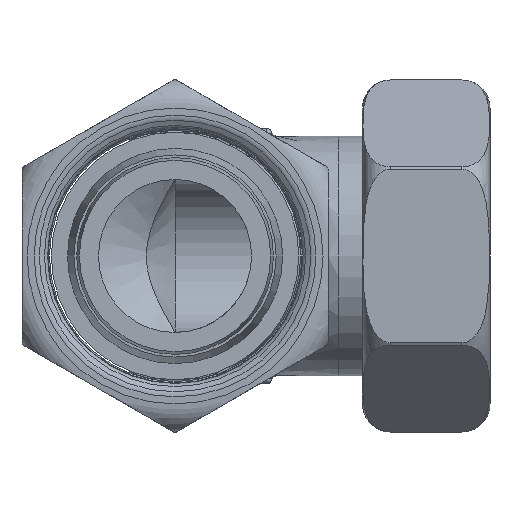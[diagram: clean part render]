
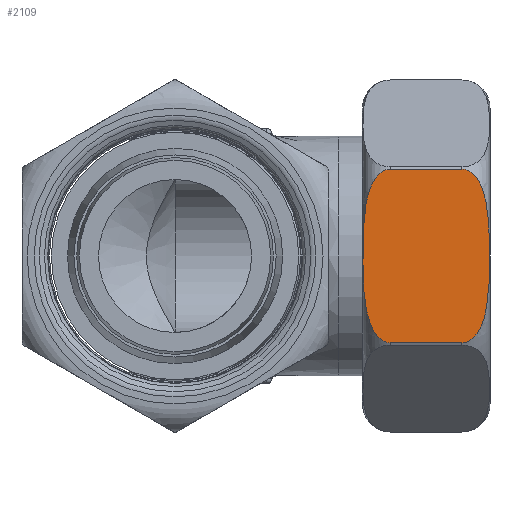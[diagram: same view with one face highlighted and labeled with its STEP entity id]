
A CAD part, front view. The second image highlights one B-rep face of the part: STEP entity #2109.
In plain terms, the highlighted planar face has unit normal (0, -1, 0).
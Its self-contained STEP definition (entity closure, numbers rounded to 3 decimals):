
#597=FACE_OUTER_BOUND('',#3447,.T.);
#1057=LINE('',#18435,#1525);
#1058=LINE('',#18439,#1526);
#1525=VECTOR('',#11562,1.);
#1526=VECTOR('',#11567,1.);
#2109=ADVANCED_FACE('',(#597),#2514,.F.);
#2514=PLANE('',#10177);
#3447=EDGE_LOOP('',(#5609,#5610,#5611,#5612));
#5609=ORIENTED_EDGE('',*,*,#8493,.T.);
#5610=ORIENTED_EDGE('',*,*,#8477,.T.);
#5611=ORIENTED_EDGE('',*,*,#8495,.T.);
#5612=ORIENTED_EDGE('',*,*,#8504,.T.);
#7236=VERTEX_POINT('',#18351);
#7237=VERTEX_POINT('',#18370);
#7249=VERTEX_POINT('',#18436);
#7250=VERTEX_POINT('',#18440);
#8477=EDGE_CURVE('',#7237,#7236,#9491,.T.);
#8493=EDGE_CURVE('',#7249,#7237,#1057,.T.);
#8495=EDGE_CURVE('',#7236,#7250,#1058,.T.);
#8504=EDGE_CURVE('',#7250,#7249,#9497,.T.);
#9491=B_SPLINE_CURVE_WITH_KNOTS('',3,(#18352,#18353,#18354,#18355,#18356,
#18357,#18358,#18359,#18360,#18361,#18362,#18363,#18364,#18365,#18366,#18367,
#18368,#18369),.UNSPECIFIED.,.F.,.F.,(4,2,2,2,2,2,2,2,4),(0.,0.063,0.125,
0.25,0.5,0.75,0.875,0.938,1.),.UNSPECIFIED.);
#9497=B_SPLINE_CURVE_WITH_KNOTS('',3,(#18505,#18506,#18507,#18508,#18509,
#18510,#18511,#18512,#18513,#18514,#18515,#18516,#18517,#18518,#18519,#18520,
#18521,#18522),.UNSPECIFIED.,.F.,.F.,(4,2,2,2,2,2,2,2,4),(0.,0.063,0.125,
0.25,0.5,0.75,0.875,0.938,1.),.UNSPECIFIED.);
#10177=AXIS2_PLACEMENT_3D('',#18606,#11621,#11622);
#11562=DIRECTION('',(1.,0.,0.));
#11567=DIRECTION('',(-1.,0.,0.));
#11621=DIRECTION('',(0.,1.,0.));
#11622=DIRECTION('',(0.,0.,-1.));
#18351=CARTESIAN_POINT('',(56.232,-30.,17.037));
#18352=CARTESIAN_POINT('',(56.232,-30.,-17.037));
#18353=CARTESIAN_POINT('',(57.038,-30.,-17.037));
#18354=CARTESIAN_POINT('',(57.816,-30.,-16.65));
#18355=CARTESIAN_POINT('',(59.014,-30.,-15.555));
#18356=CARTESIAN_POINT('',(59.462,-30.,-14.87));
#18357=CARTESIAN_POINT('',(60.538,-30.,-12.699));
#18358=CARTESIAN_POINT('',(60.9,-30.,-11.117));
#18359=CARTESIAN_POINT('',(61.627,-30.,-6.363));
#18360=CARTESIAN_POINT('',(61.641,-30.,-3.149));
#18361=CARTESIAN_POINT('',(61.64,-30.,3.229));
#18362=CARTESIAN_POINT('',(61.623,-30.,6.417));
#18363=CARTESIAN_POINT('',(60.893,-30.,11.15));
#18364=CARTESIAN_POINT('',(60.527,-30.,12.733));
#18365=CARTESIAN_POINT('',(59.448,-30.,14.894));
#18366=CARTESIAN_POINT('',(58.996,-30.,15.575));
#18367=CARTESIAN_POINT('',(57.809,-30.,16.653));
#18368=CARTESIAN_POINT('',(57.032,-30.,17.037));
#18369=CARTESIAN_POINT('',(56.232,-30.,17.037));
#18370=CARTESIAN_POINT('',(56.232,-30.,-17.037));
#18435=CARTESIAN_POINT('',(61.732,-30.,-17.037));
#18436=CARTESIAN_POINT('',(42.232,-30.,-17.037));
#18439=CARTESIAN_POINT('',(61.732,-30.,17.037));
#18440=CARTESIAN_POINT('',(42.232,-30.,17.037));
#18505=CARTESIAN_POINT('',(42.232,-30.,17.037));
#18506=CARTESIAN_POINT('',(41.427,-30.,17.037));
#18507=CARTESIAN_POINT('',(40.648,-30.,16.65));
#18508=CARTESIAN_POINT('',(39.45,-30.,15.555));
#18509=CARTESIAN_POINT('',(39.002,-30.,14.87));
#18510=CARTESIAN_POINT('',(37.927,-30.,12.699));
#18511=CARTESIAN_POINT('',(37.564,-30.,11.117));
#18512=CARTESIAN_POINT('',(36.838,-30.,6.363));
#18513=CARTESIAN_POINT('',(36.823,-30.,3.149));
#18514=CARTESIAN_POINT('',(36.825,-30.,-3.229));
#18515=CARTESIAN_POINT('',(36.841,-30.,-6.417));
#18516=CARTESIAN_POINT('',(37.572,-30.,-11.15));
#18517=CARTESIAN_POINT('',(37.938,-30.,-12.733));
#18518=CARTESIAN_POINT('',(39.017,-30.,-14.894));
#18519=CARTESIAN_POINT('',(39.469,-30.,-15.575));
#18520=CARTESIAN_POINT('',(40.656,-30.,-16.653));
#18521=CARTESIAN_POINT('',(41.433,-30.,-17.037));
#18522=CARTESIAN_POINT('',(42.232,-30.,-17.037));
#18606=CARTESIAN_POINT('',(36.732,-30.,-17.321));
